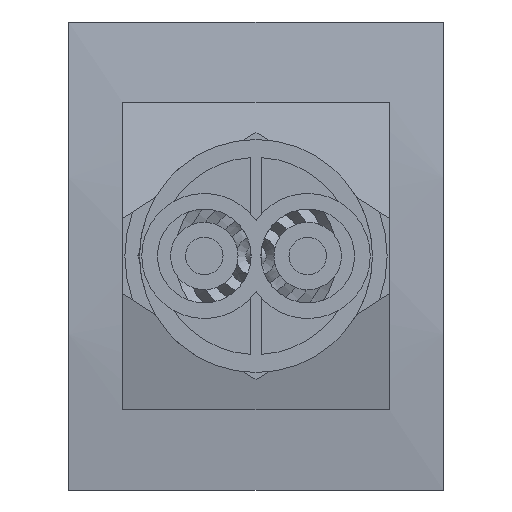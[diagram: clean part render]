
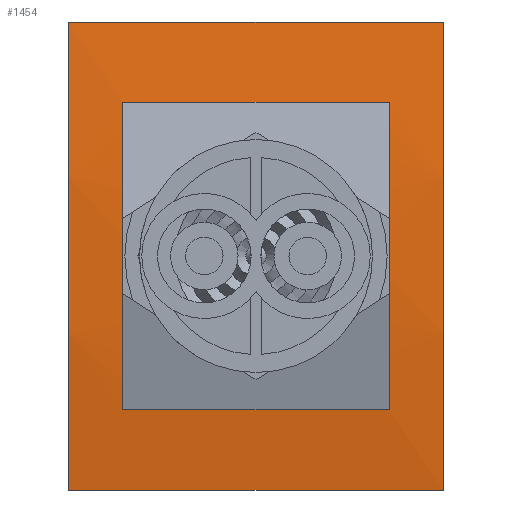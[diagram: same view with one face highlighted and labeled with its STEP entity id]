
A CAD part, front view. The second image highlights one B-rep face of the part: STEP entity #1454.
In plain terms, the highlighted cylindrical face has radius 56.951 mm (diameter 113.903 mm), a partial arc.
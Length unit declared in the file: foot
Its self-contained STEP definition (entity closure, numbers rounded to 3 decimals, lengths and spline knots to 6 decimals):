
#10 = CIRCLE ( 'NONE', #846, 0.186849 ) ;
#110 = EDGE_LOOP ( 'NONE', ( #970, #1092, #455, #1056 ) ) ;
#116 = CARTESIAN_POINT ( 'NONE',  ( -0.026027, 0.000523, 0.020833 ) ) ;
#127 = AXIS2_PLACEMENT_3D ( 'NONE', #1569, #3620, #1860 ) ;
#178 = ORIENTED_EDGE ( 'NONE', *, *, #2069, .T. ) ;
#213 = CARTESIAN_POINT ( 'NONE',  ( -0.007592, 0.002191, 0.014833 ) ) ;
#240 = VECTOR ( 'NONE', #1820, 3.28084 ) ;
#321 = DIRECTION ( 'NONE',  ( 0., 0., -1. ) ) ;
#322 = VECTOR ( 'NONE', #1416, 3.28084 ) ;
#346 = EDGE_CURVE ( 'NONE', #3126, #1848, #1632, .T. ) ;
#364 = CARTESIAN_POINT ( 'NONE',  ( 0., -0.184503, -0.014833 ) ) ;
#445 = VERTEX_POINT ( 'NONE', #1146 ) ;
#455 = ORIENTED_EDGE ( 'NONE', *, *, #754, .F. ) ;
#503 = CARTESIAN_POINT ( 'NONE',  ( -0.017083, 0.001562, -0.014833 ) ) ;
#528 = CIRCLE ( 'NONE', #127, 0.186849 ) ;
#617 = AXIS2_PLACEMENT_3D ( 'NONE', #3213, #3507, #2884 ) ;
#634 = DIRECTION ( 'NONE',  ( 0., 0., -1. ) ) ;
#669 = CARTESIAN_POINT ( 'NONE',  ( 0.026027, 0.000523, 0.020833 ) ) ;
#671 = DIRECTION ( 'NONE',  ( 1., 0., 0. ) ) ;
#698 = VERTEX_POINT ( 'NONE', #1555 ) ;
#735 = ORIENTED_EDGE ( 'NONE', *, *, #3666, .F. ) ;
#748 = AXIS2_PLACEMENT_3D ( 'NONE', #873, #1476, #2059 ) ;
#752 = CARTESIAN_POINT ( 'NONE',  ( 0.007592, 0.002191, -0.014833 ) ) ;
#754 = EDGE_CURVE ( 'NONE', #2555, #2945, #1046, .T. ) ;
#764 = CYLINDRICAL_SURFACE ( 'NONE', #1947, 0.186849 ) ;
#781 = EDGE_CURVE ( 'NONE', #2555, #445, #1843, .T. ) ;
#846 = AXIS2_PLACEMENT_3D ( 'NONE', #1362, #3410, #1670 ) ;
#873 = CARTESIAN_POINT ( 'NONE',  ( 0., -0.184503, -0.020833 ) ) ;
#954 = VECTOR ( 'NONE', #2289, 3.28084 ) ;
#970 = ORIENTED_EDGE ( 'NONE', *, *, #3808, .T. ) ;
#1046 = LINE ( 'NONE', #3263, #240 ) ;
#1054 = EDGE_CURVE ( 'NONE', #1247, #1823, #1282, .T. ) ;
#1056 = ORIENTED_EDGE ( 'NONE', *, *, #781, .T. ) ;
#1092 = ORIENTED_EDGE ( 'NONE', *, *, #3570, .F. ) ;
#1096 = DIRECTION ( 'NONE',  ( 1., 0., 0. ) ) ;
#1110 = LINE ( 'NONE', #503, #322 ) ;
#1146 = CARTESIAN_POINT ( 'NONE',  ( -0.026027, 0.000523, -0.020833 ) ) ;
#1247 = VERTEX_POINT ( 'NONE', #2475 ) ;
#1282 = CIRCLE ( 'NONE', #3834, 0.186849 ) ;
#1295 = VERTEX_POINT ( 'NONE', #116 ) ;
#1348 = CARTESIAN_POINT ( 'NONE',  ( 0., -0.184503, -0.020833 ) ) ;
#1362 = CARTESIAN_POINT ( 'NONE',  ( 0., -0.184503, 0.014833 ) ) ;
#1416 = DIRECTION ( 'NONE',  ( 0., 0., 1. ) ) ;
#1454 = ADVANCED_FACE ( 'NONE', ( #1649, #3107 ), #764, .T. ) ;
#1476 = DIRECTION ( 'NONE',  ( 0., 0., 1. ) ) ;
#1496 = CARTESIAN_POINT ( 'NONE',  ( 0.026027, 0.000523, -0.020833 ) ) ;
#1513 = LINE ( 'NONE', #2409, #3755 ) ;
#1524 = AXIS2_PLACEMENT_3D ( 'NONE', #3352, #1615, #3668 ) ;
#1555 = CARTESIAN_POINT ( 'NONE',  ( -0.017083, 0.001562, 0.014833 ) ) ;
#1569 = CARTESIAN_POINT ( 'NONE',  ( 0., -0.184503, 0.014833 ) ) ;
#1596 = ORIENTED_EDGE ( 'NONE', *, *, #1054, .T. ) ;
#1615 = DIRECTION ( 'NONE',  ( 0., 0., 1. ) ) ;
#1630 = ORIENTED_EDGE ( 'NONE', *, *, #3272, .F. ) ;
#1632 = CIRCLE ( 'NONE', #617, 0.186849 ) ;
#1649 = FACE_BOUND ( 'NONE', #2656, .T. ) ;
#1670 = DIRECTION ( 'NONE',  ( 1., 0., 0. ) ) ;
#1682 = CIRCLE ( 'NONE', #1888, 0.186849 ) ;
#1820 = DIRECTION ( 'NONE',  ( 0., 0., 1. ) ) ;
#1823 = VERTEX_POINT ( 'NONE', #752 ) ;
#1843 = CIRCLE ( 'NONE', #748, 0.186849 ) ;
#1848 = VERTEX_POINT ( 'NONE', #2334 ) ;
#1860 = DIRECTION ( 'NONE',  ( 1., 0., 0. ) ) ;
#1888 = AXIS2_PLACEMENT_3D ( 'NONE', #364, #2446, #671 ) ;
#1940 = DIRECTION ( 'NONE',  ( 0., 0., 1. ) ) ;
#1947 = AXIS2_PLACEMENT_3D ( 'NONE', #1348, #1940, #1096 ) ;
#1981 = EDGE_CURVE ( 'NONE', #2073, #698, #1110, .T. ) ;
#2059 = DIRECTION ( 'NONE',  ( 1., 0., 0. ) ) ;
#2065 = CARTESIAN_POINT ( 'NONE',  ( 0.017083, 0.001562, -0.014833 ) ) ;
#2069 = EDGE_CURVE ( 'NONE', #2073, #1247, #3271, .T. ) ;
#2073 = VERTEX_POINT ( 'NONE', #3572 ) ;
#2100 = DIRECTION ( 'NONE',  ( 1., 0., 0. ) ) ;
#2103 = CARTESIAN_POINT ( 'NONE',  ( 0., -0.184503, -0.014833 ) ) ;
#2115 = DIRECTION ( 'NONE',  ( 0., 0., -1. ) ) ;
#2135 = CARTESIAN_POINT ( 'NONE',  ( 0., -0.184503, -0.014833 ) ) ;
#2273 = ORIENTED_EDGE ( 'NONE', *, *, #1981, .F. ) ;
#2289 = DIRECTION ( 'NONE',  ( 0., 0., 1. ) ) ;
#2334 = CARTESIAN_POINT ( 'NONE',  ( 0.007592, 0.002191, 0.014833 ) ) ;
#2406 = DIRECTION ( 'NONE',  ( 1., 0., 0. ) ) ;
#2409 = CARTESIAN_POINT ( 'NONE',  ( 0.017083, 0.001562, 0.014833 ) ) ;
#2446 = DIRECTION ( 'NONE',  ( 0., 0., -1. ) ) ;
#2475 = CARTESIAN_POINT ( 'NONE',  ( -0.007592, 0.002191, -0.014833 ) ) ;
#2493 = VERTEX_POINT ( 'NONE', #2929 ) ;
#2502 = VERTEX_POINT ( 'NONE', #2065 ) ;
#2555 = VERTEX_POINT ( 'NONE', #1496 ) ;
#2594 = CARTESIAN_POINT ( 'NONE',  ( -0.026027, 0.000523, -0.020833 ) ) ;
#2611 = ORIENTED_EDGE ( 'NONE', *, *, #2661, .T. ) ;
#2656 = EDGE_LOOP ( 'NONE', ( #3675, #2963, #2273, #178, #1596, #2611, #1630, #735 ) ) ;
#2661 = EDGE_CURVE ( 'NONE', #1823, #2502, #1682, .T. ) ;
#2772 = AXIS2_PLACEMENT_3D ( 'NONE', #2103, #321, #2406 ) ;
#2884 = DIRECTION ( 'NONE',  ( 1., 0., 0. ) ) ;
#2929 = CARTESIAN_POINT ( 'NONE',  ( 0.017083, 0.001562, 0.014833 ) ) ;
#2931 = CIRCLE ( 'NONE', #1524, 0.186849 ) ;
#2945 = VERTEX_POINT ( 'NONE', #669 ) ;
#2963 = ORIENTED_EDGE ( 'NONE', *, *, #3315, .F. ) ;
#3107 = FACE_OUTER_BOUND ( 'NONE', #110, .T. ) ;
#3126 = VERTEX_POINT ( 'NONE', #213 ) ;
#3213 = CARTESIAN_POINT ( 'NONE',  ( 0., -0.184503, 0.014833 ) ) ;
#3263 = CARTESIAN_POINT ( 'NONE',  ( 0.026027, 0.000523, -0.020833 ) ) ;
#3271 = CIRCLE ( 'NONE', #2772, 0.186849 ) ;
#3272 = EDGE_CURVE ( 'NONE', #2493, #2502, #1513, .T. ) ;
#3287 = LINE ( 'NONE', #2594, #954 ) ;
#3315 = EDGE_CURVE ( 'NONE', #698, #3126, #528, .T. ) ;
#3352 = CARTESIAN_POINT ( 'NONE',  ( 0., -0.184503, 0.020833 ) ) ;
#3410 = DIRECTION ( 'NONE',  ( 0., 0., -1. ) ) ;
#3507 = DIRECTION ( 'NONE',  ( 0., 0., -1. ) ) ;
#3570 = EDGE_CURVE ( 'NONE', #2945, #1295, #2931, .T. ) ;
#3572 = CARTESIAN_POINT ( 'NONE',  ( -0.017083, 0.001562, -0.014833 ) ) ;
#3620 = DIRECTION ( 'NONE',  ( 0., 0., -1. ) ) ;
#3666 = EDGE_CURVE ( 'NONE', #1848, #2493, #10, .T. ) ;
#3668 = DIRECTION ( 'NONE',  ( 1., 0., 0. ) ) ;
#3675 = ORIENTED_EDGE ( 'NONE', *, *, #346, .F. ) ;
#3755 = VECTOR ( 'NONE', #634, 3.28084 ) ;
#3808 = EDGE_CURVE ( 'NONE', #445, #1295, #3287, .T. ) ;
#3834 = AXIS2_PLACEMENT_3D ( 'NONE', #2135, #2115, #2100 ) ;
